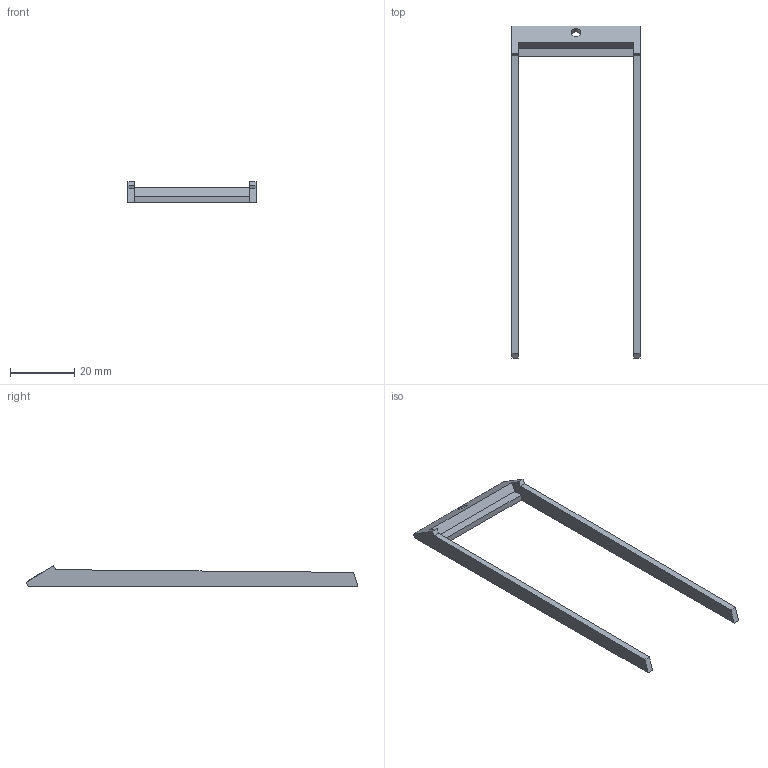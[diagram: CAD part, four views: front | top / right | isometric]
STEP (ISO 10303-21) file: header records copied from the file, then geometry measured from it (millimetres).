
FILE_DESCRIPTION( ( '' ), ' ' );
FILE_NAME( '5b521608f5a89d0ed108f232.step', '2018-07-20T17:04:08', ( '' ), ( '' ), ' ', ' ', ' ' );
FILE_SCHEMA( ( 'AUTOMOTIVE_DESIGN { 1 0 10303 214 1 1 1 1 }' ) );
Length unit declared in the file: metre
Products named in the file (1): Stand-FlatForPrinting
Bounding box: 40 x 103.69 x 6.51 mm (x, y, z)
Volume: 2825.5 mm3; surface area: 3645.9 mm2
Topology: 1 solids, 1 shells, 19 faces, 48 edges, 32 vertices
Faces by surface type: plane 17, cylinder 2
Full cylindrical faces by diameter (mm): 3.001 x1
Entity records: 733 total; most frequent: CARTESIAN_POINT 99, ORIENTED_EDGE 94, DIRECTION 91, EDGE_CURVE 47, LINE 43, VECTOR 43, VERTEX_POINT 32, AXIS2_PLACEMENT_3D 24
